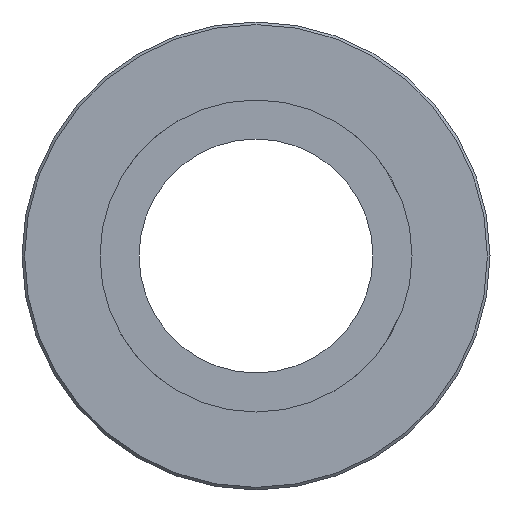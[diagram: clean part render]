
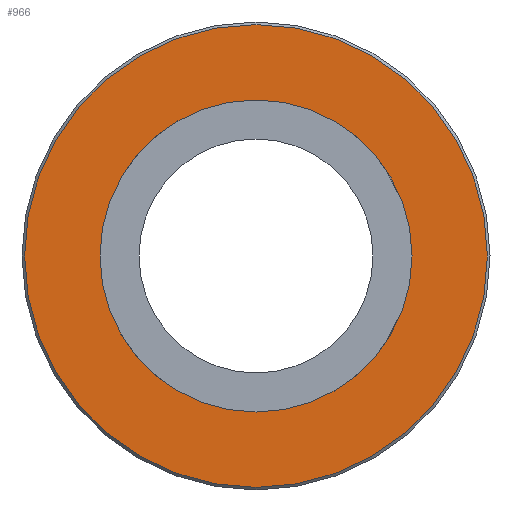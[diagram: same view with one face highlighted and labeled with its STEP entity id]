
A CAD part, left-side view. The second image highlights one B-rep face of the part: STEP entity #966.
In plain terms, the highlighted planar face has unit normal (-1, 0, 0).
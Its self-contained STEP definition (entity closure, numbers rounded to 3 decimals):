
#162=PLANE($,#1030);
#218=FACE_BOUND($,#313,.T.);
#219=FACE_BOUND($,#314,.T.);
#313=EDGE_LOOP($,(#692));
#314=EDGE_LOOP($,(#693));
#401=CIRCLE($,#1029,44.5);
#402=CIRCLE($,#1031,30.);
#454=VERTEX_POINT($,#1427);
#455=VERTEX_POINT($,#1430);
#551=EDGE_CURVE($,#454,#454,#401,.T.);
#552=EDGE_CURVE($,#455,#455,#402,.T.);
#692=ORIENTED_EDGE($,*,*,#552,.T.);
#693=ORIENTED_EDGE($,*,*,#551,.F.);
#966=ADVANCED_FACE($,(#218,#219),#162,.T.);
#1029=AXIS2_PLACEMENT_3D($,#1428,#1148,#1149);
#1030=AXIS2_PLACEMENT_3D($,#1429,#1150,#1151);
#1031=AXIS2_PLACEMENT_3D($,#1431,#1152,#1153);
#1148=DIRECTION('center_axis',(1.,0.,0.));
#1149=DIRECTION('ref_axis',(0.,-1.,0.));
#1150=DIRECTION('center_axis',(-1.,0.,0.));
#1151=DIRECTION('ref_axis',(0.,0.,1.));
#1152=DIRECTION('center_axis',(1.,0.,0.));
#1153=DIRECTION('ref_axis',(0.,0.,-1.));
#1427=CARTESIAN_POINT('',(0.,44.5,0.));
#1428=CARTESIAN_POINT('Origin',(0.,0.,0.));
#1429=CARTESIAN_POINT('Origin',(0.,37.5,0.));
#1430=CARTESIAN_POINT('',(0.,0.,
30.));
#1431=CARTESIAN_POINT('Origin',(0.,0.,0.));
